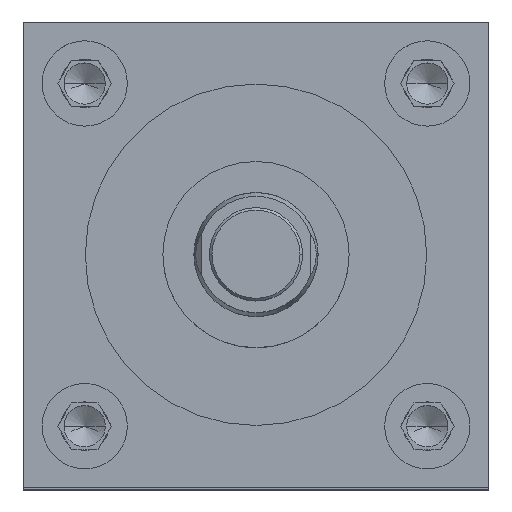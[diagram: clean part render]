
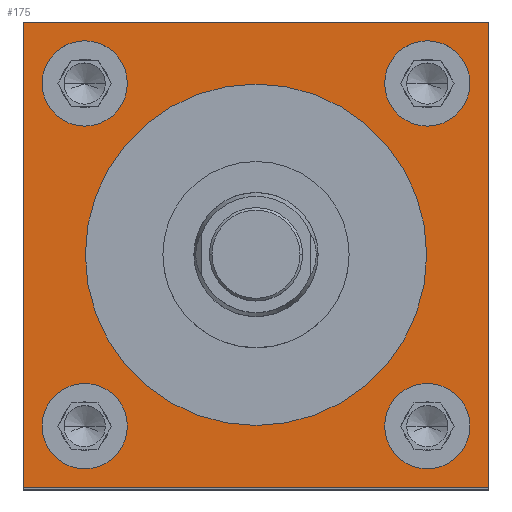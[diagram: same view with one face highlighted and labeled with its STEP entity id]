
A CAD part, top view. The second image highlights one B-rep face of the part: STEP entity #175.
In plain terms, the highlighted planar face has unit normal (0, 0, 1).
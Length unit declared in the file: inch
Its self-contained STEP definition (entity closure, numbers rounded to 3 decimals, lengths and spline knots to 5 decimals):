
#175 = ADVANCED_FACE ( 'NONE', ( #955, #2620, #2105, #7071, #3193, #2653 ), #3153, .F. ) ;
#202 = CIRCLE ( 'NONE', #6299, 1.375 ) ;
#209 = CARTESIAN_POINT ( 'NONE',  ( 1.38, 1.38, 11.25 ) ) ;
#237 = VERTEX_POINT ( 'NONE', #1484 ) ;
#270 = EDGE_LOOP ( 'NONE', ( #2364, #2772 ) ) ;
#292 = CARTESIAN_POINT ( 'NONE',  ( 1.875, -1.875, 11.25 ) ) ;
#409 = DIRECTION ( 'NONE',  ( 0., -1., 0. ) ) ;
#426 = EDGE_LOOP ( 'NONE', ( #6351, #6191 ) ) ;
#496 = DIRECTION ( 'NONE',  ( 1., 0., 0. ) ) ;
#519 = VERTEX_POINT ( 'NONE', #6920 ) ;
#569 = EDGE_CURVE ( 'NONE', #237, #519, #5434, .T. ) ;
#584 = VERTEX_POINT ( 'NONE', #2647 ) ;
#634 = DIRECTION ( 'NONE',  ( 1., 0., 0. ) ) ;
#635 = ORIENTED_EDGE ( 'NONE', *, *, #569, .F. ) ;
#637 = EDGE_CURVE ( 'NONE', #1476, #584, #6986, .T. ) ;
#639 = DIRECTION ( 'NONE',  ( 0., 0., 1. ) ) ;
#746 = CARTESIAN_POINT ( 'NONE',  ( -1.875, 1.875, 11.25 ) ) ;
#776 = EDGE_CURVE ( 'NONE', #1082, #1368, #6590, .T. ) ;
#784 = DIRECTION ( 'NONE',  ( 0., 0., 1. ) ) ;
#804 = DIRECTION ( 'NONE',  ( 0., 0., 1. ) ) ;
#869 = AXIS2_PLACEMENT_3D ( 'NONE', #4769, #6536, #3754 ) ;
#879 = DIRECTION ( 'NONE',  ( 1., 0., 0. ) ) ;
#913 = VERTEX_POINT ( 'NONE', #3977 ) ;
#955 = FACE_BOUND ( 'NONE', #270, .T. ) ;
#1082 = VERTEX_POINT ( 'NONE', #6461 ) ;
#1083 = DIRECTION ( 'NONE',  ( 1., 0., 0. ) ) ;
#1089 = AXIS2_PLACEMENT_3D ( 'NONE', #6948, #1946, #3029 ) ;
#1221 = AXIS2_PLACEMENT_3D ( 'NONE', #209, #804, #6778 ) ;
#1368 = VERTEX_POINT ( 'NONE', #3495 ) ;
#1372 = EDGE_LOOP ( 'NONE', ( #5885, #5580, #4577, #4460 ) ) ;
#1476 = VERTEX_POINT ( 'NONE', #292 ) ;
#1477 = DIRECTION ( 'NONE',  ( 1., 0., 0. ) ) ;
#1484 = CARTESIAN_POINT ( 'NONE',  ( -1.375, 0., 11.25 ) ) ;
#1623 = DIRECTION ( 'NONE',  ( 0., 0., 1. ) ) ;
#1635 = ORIENTED_EDGE ( 'NONE', *, *, #6853, .F. ) ;
#1946 = DIRECTION ( 'NONE',  ( 0., 0., 1. ) ) ;
#1994 = DIRECTION ( 'NONE',  ( 0., 0., -1. ) ) ;
#2024 = VECTOR ( 'NONE', #2972, 39.37008 ) ;
#2105 = FACE_BOUND ( 'NONE', #426, .T. ) ;
#2165 = CARTESIAN_POINT ( 'NONE',  ( 1.7235, 1.38, 11.25 ) ) ;
#2200 = ORIENTED_EDGE ( 'NONE', *, *, #6329, .F. ) ;
#2364 = ORIENTED_EDGE ( 'NONE', *, *, #3201, .F. ) ;
#2450 = AXIS2_PLACEMENT_3D ( 'NONE', #5940, #1994, #3117 ) ;
#2620 = FACE_BOUND ( 'NONE', #3070, .T. ) ;
#2647 = CARTESIAN_POINT ( 'NONE',  ( 1.875, 1.875, 11.25 ) ) ;
#2653 = FACE_OUTER_BOUND ( 'NONE', #1372, .T. ) ;
#2667 = VECTOR ( 'NONE', #6512, 39.37008 ) ;
#2674 = ORIENTED_EDGE ( 'NONE', *, *, #5621, .F. ) ;
#2711 = EDGE_CURVE ( 'NONE', #913, #6844, #5822, .T. ) ;
#2712 = AXIS2_PLACEMENT_3D ( 'NONE', #5582, #639, #2830 ) ;
#2772 = ORIENTED_EDGE ( 'NONE', *, *, #2711, .F. ) ;
#2830 = DIRECTION ( 'NONE',  ( 1., 0., 0. ) ) ;
#2972 = DIRECTION ( 'NONE',  ( -1., 0., 0. ) ) ;
#3029 = DIRECTION ( 'NONE',  ( 1., 0., 0. ) ) ;
#3036 = CARTESIAN_POINT ( 'NONE',  ( -1.38, -1.38, 11.25 ) ) ;
#3070 = EDGE_LOOP ( 'NONE', ( #5791, #2674 ) ) ;
#3117 = DIRECTION ( 'NONE',  ( -1., 0., 0. ) ) ;
#3153 = PLANE ( 'NONE',  #2450 ) ;
#3193 = FACE_BOUND ( 'NONE', #3233, .T. ) ;
#3201 = EDGE_CURVE ( 'NONE', #6844, #913, #6883, .T. ) ;
#3233 = EDGE_LOOP ( 'NONE', ( #1635, #635 ) ) ;
#3310 = VECTOR ( 'NONE', #409, 39.37008 ) ;
#3365 = EDGE_LOOP ( 'NONE', ( #2200, #6691 ) ) ;
#3480 = AXIS2_PLACEMENT_3D ( 'NONE', #4388, #1623, #1083 ) ;
#3495 = CARTESIAN_POINT ( 'NONE',  ( -1.7235, -1.38, 11.25 ) ) ;
#3615 = VERTEX_POINT ( 'NONE', #6029 ) ;
#3625 = LINE ( 'NONE', #6792, #2024 ) ;
#3754 = DIRECTION ( 'NONE',  ( 1., 0., 0. ) ) ;
#3781 = CIRCLE ( 'NONE', #6081, 0.3435 ) ;
#3913 = VERTEX_POINT ( 'NONE', #4470 ) ;
#3977 = CARTESIAN_POINT ( 'NONE',  ( 1.0365, -1.38, 11.25 ) ) ;
#3983 = VERTEX_POINT ( 'NONE', #4546 ) ;
#4056 = DIRECTION ( 'NONE',  ( 1., 0., 0. ) ) ;
#4129 = AXIS2_PLACEMENT_3D ( 'NONE', #3036, #784, #879 ) ;
#4156 = CARTESIAN_POINT ( 'NONE',  ( -1.875, -1.875, 11.25 ) ) ;
#4197 = CARTESIAN_POINT ( 'NONE',  ( 0., 0., 11.25 ) ) ;
#4260 = CARTESIAN_POINT ( 'NONE',  ( -1.38, 1.38, 11.25 ) ) ;
#4345 = CIRCLE ( 'NONE', #1089, 0.3435 ) ;
#4348 = CIRCLE ( 'NONE', #1221, 0.3435 ) ;
#4388 = CARTESIAN_POINT ( 'NONE',  ( -1.38, -1.38, 11.25 ) ) ;
#4460 = ORIENTED_EDGE ( 'NONE', *, *, #5305, .T. ) ;
#4470 = CARTESIAN_POINT ( 'NONE',  ( -1.7235, 1.38, 11.25 ) ) ;
#4502 = DIRECTION ( 'NONE',  ( 0., 0., 1. ) ) ;
#4546 = CARTESIAN_POINT ( 'NONE',  ( -1.0365, 1.38, 11.25 ) ) ;
#4577 = ORIENTED_EDGE ( 'NONE', *, *, #637, .T. ) ;
#4769 = CARTESIAN_POINT ( 'NONE',  ( 1.38, -1.38, 11.25 ) ) ;
#4810 = DIRECTION ( 'NONE',  ( 0., 0., 1. ) ) ;
#4856 = CARTESIAN_POINT ( 'NONE',  ( 1.875, -1.875, 11.25 ) ) ;
#4861 = CARTESIAN_POINT ( 'NONE',  ( -1.38, 1.38, 11.25 ) ) ;
#5073 = CARTESIAN_POINT ( 'NONE',  ( 0., 0., 11.25 ) ) ;
#5206 = VERTEX_POINT ( 'NONE', #746 ) ;
#5210 = LINE ( 'NONE', #6359, #5501 ) ;
#5228 = EDGE_CURVE ( 'NONE', #1368, #1082, #5639, .T. ) ;
#5305 = EDGE_CURVE ( 'NONE', #584, #5206, #3625, .T. ) ;
#5343 = LINE ( 'NONE', #7015, #3310 ) ;
#5434 = CIRCLE ( 'NONE', #6354, 1.375 ) ;
#5501 = VECTOR ( 'NONE', #4056, 39.37008 ) ;
#5580 = ORIENTED_EDGE ( 'NONE', *, *, #5677, .T. ) ;
#5582 = CARTESIAN_POINT ( 'NONE',  ( 1.38, -1.38, 11.25 ) ) ;
#5621 = EDGE_CURVE ( 'NONE', #3615, #6002, #4348, .T. ) ;
#5631 = VERTEX_POINT ( 'NONE', #4156 ) ;
#5639 = CIRCLE ( 'NONE', #4129, 0.3435 ) ;
#5677 = EDGE_CURVE ( 'NONE', #5631, #1476, #5210, .T. ) ;
#5791 = ORIENTED_EDGE ( 'NONE', *, *, #7050, .F. ) ;
#5810 = DIRECTION ( 'NONE',  ( 1., 0., 0. ) ) ;
#5822 = CIRCLE ( 'NONE', #2712, 0.3435 ) ;
#5885 = ORIENTED_EDGE ( 'NONE', *, *, #6337, .T. ) ;
#5902 = DIRECTION ( 'NONE',  ( 0., 0., 1. ) ) ;
#5940 = CARTESIAN_POINT ( 'NONE',  ( -1.875, 1.875, 11.25 ) ) ;
#6002 = VERTEX_POINT ( 'NONE', #2165 ) ;
#6029 = CARTESIAN_POINT ( 'NONE',  ( 1.0365, 1.38, 11.25 ) ) ;
#6081 = AXIS2_PLACEMENT_3D ( 'NONE', #4260, #4810, #5810 ) ;
#6191 = ORIENTED_EDGE ( 'NONE', *, *, #5228, .F. ) ;
#6299 = AXIS2_PLACEMENT_3D ( 'NONE', #5073, #4502, #634 ) ;
#6329 = EDGE_CURVE ( 'NONE', #3983, #3913, #3781, .T. ) ;
#6337 = EDGE_CURVE ( 'NONE', #5206, #5631, #5343, .T. ) ;
#6351 = ORIENTED_EDGE ( 'NONE', *, *, #776, .F. ) ;
#6354 = AXIS2_PLACEMENT_3D ( 'NONE', #4197, #5902, #1477 ) ;
#6359 = CARTESIAN_POINT ( 'NONE',  ( -1.875, -1.875, 11.25 ) ) ;
#6461 = CARTESIAN_POINT ( 'NONE',  ( -1.0365, -1.38, 11.25 ) ) ;
#6512 = DIRECTION ( 'NONE',  ( 0., 1., 0. ) ) ;
#6517 = DIRECTION ( 'NONE',  ( 0., 0., 1. ) ) ;
#6536 = DIRECTION ( 'NONE',  ( 0., 0., 1. ) ) ;
#6590 = CIRCLE ( 'NONE', #3480, 0.3435 ) ;
#6651 = AXIS2_PLACEMENT_3D ( 'NONE', #4861, #6517, #496 ) ;
#6691 = ORIENTED_EDGE ( 'NONE', *, *, #6827, .F. ) ;
#6778 = DIRECTION ( 'NONE',  ( 1., 0., 0. ) ) ;
#6792 = CARTESIAN_POINT ( 'NONE',  ( -1.875, 1.875, 11.25 ) ) ;
#6827 = EDGE_CURVE ( 'NONE', #3913, #3983, #7118, .T. ) ;
#6844 = VERTEX_POINT ( 'NONE', #6992 ) ;
#6853 = EDGE_CURVE ( 'NONE', #519, #237, #202, .T. ) ;
#6883 = CIRCLE ( 'NONE', #869, 0.3435 ) ;
#6920 = CARTESIAN_POINT ( 'NONE',  ( 1.375, 0., 11.25 ) ) ;
#6948 = CARTESIAN_POINT ( 'NONE',  ( 1.38, 1.38, 11.25 ) ) ;
#6986 = LINE ( 'NONE', #4856, #2667 ) ;
#6992 = CARTESIAN_POINT ( 'NONE',  ( 1.7235, -1.38, 11.25 ) ) ;
#7015 = CARTESIAN_POINT ( 'NONE',  ( -1.875, -1.875, 11.25 ) ) ;
#7050 = EDGE_CURVE ( 'NONE', #6002, #3615, #4345, .T. ) ;
#7071 = FACE_BOUND ( 'NONE', #3365, .T. ) ;
#7118 = CIRCLE ( 'NONE', #6651, 0.3435 ) ;
